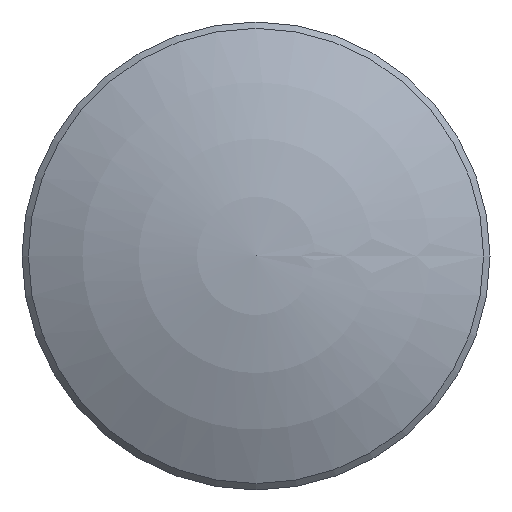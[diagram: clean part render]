
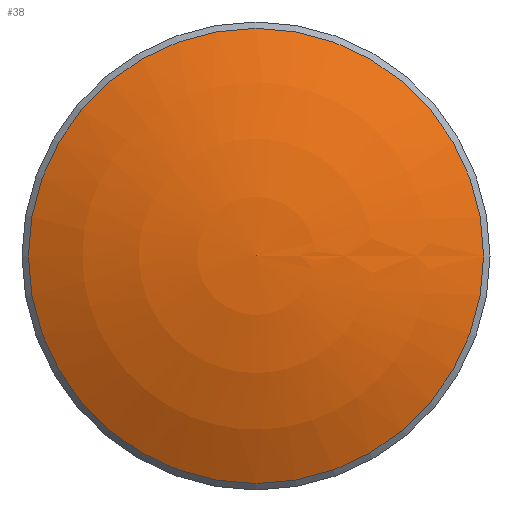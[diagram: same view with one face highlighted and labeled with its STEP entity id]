
A CAD part, top view. The second image highlights one B-rep face of the part: STEP entity #38.
In plain terms, the highlighted spherical face has radius 23.317 mm.
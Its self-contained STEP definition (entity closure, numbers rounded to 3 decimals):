
#38 = ADVANCED_FACE( '', ( #79 ), #80, .T. );
#79 = FACE_OUTER_BOUND( '', #124, .T. );
#80 = SPHERICAL_SURFACE( '', #125, 23.317 );
#124 = EDGE_LOOP( '', ( #167 ) );
#125 = AXIS2_PLACEMENT_3D( '', #168, #169, #170 );
#167 = ORIENTED_EDGE( '', *, *, #213, .T. );
#168 = CARTESIAN_POINT( '', ( 0., 0., -15.817 ) );
#169 = DIRECTION( '', ( 0., 0., 1. ) );
#170 = DIRECTION( '', ( 1., 0., 0. ) );
#213 = EDGE_CURVE( '', #232, #232, #233, .T. );
#232 = VERTEX_POINT( '', #260 );
#233 = CIRCLE( '', #261, 10.7 );
#260 = CARTESIAN_POINT( '', ( 10.7, 0., 4.9 ) );
#261 = AXIS2_PLACEMENT_3D( '', #287, #288, #289 );
#287 = CARTESIAN_POINT( '', ( 0., 0., 4.9 ) );
#288 = DIRECTION( '', ( 0., 0., 1. ) );
#289 = DIRECTION( '', ( 1., 0., 0. ) );
